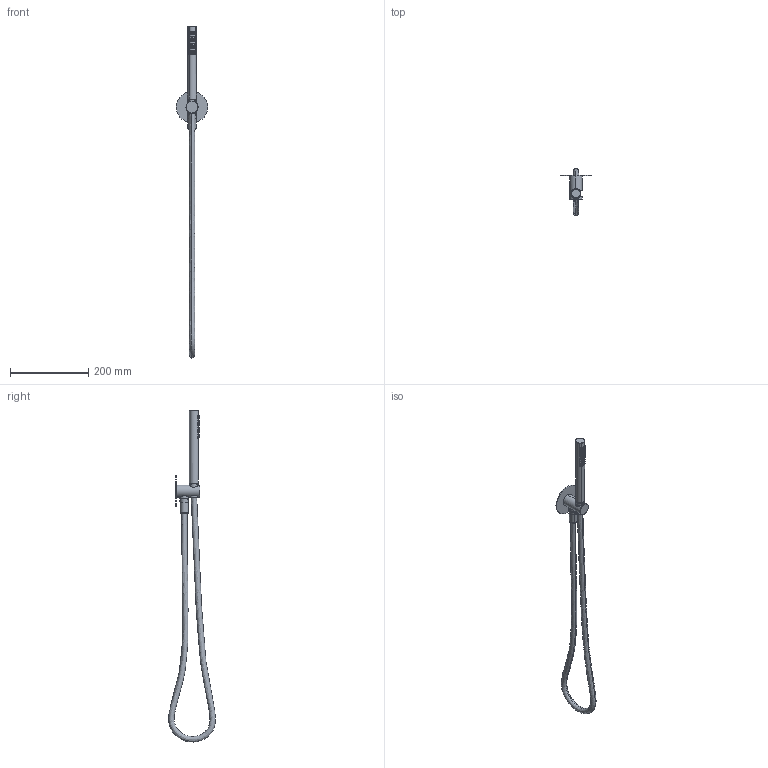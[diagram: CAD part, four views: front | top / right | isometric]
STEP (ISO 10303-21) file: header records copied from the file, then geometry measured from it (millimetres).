
FILE_DESCRIPTION(('CATIA V5 STEP Exchange','CAx-IF Rec.Pracs.--- Model Styling and Organization---1.5--- 2016-08-15','CAx-IF Rec.Pracs.---Supplemental Geometry---1.0---2011-11-01','CAx-IF Rec.Pracs.--- Composite Materials ---3.4---2017-06-13','CAx-IF Rec.Pracs.---Tessellated 3D Geometry---1.0---2015-12-17'),'2;1');
FILE_NAME('SS0G5100.stp','2025-04-28T14:41:44+00:00',('none'),('none'),'CATIA Version 5-6 Release 2020 SP3','CATIA V5 STEP AP242 v2','none');
FILE_SCHEMA(('AP242_MANAGED_MODEL_BASED_3D_ENGINEERING_MIM_LF {1 0 10303 442 1 1 4}'));
Length unit declared in the file: millimetre
Products named in the file (1): SS0G5100
Bounding box: 80 x 119.45 x 847.6 mm (x, y, z)
Volume: 296525.2 mm3; surface area: 104540 mm2
Topology: 48 solids, 88 shells, 433 faces, 1043 edges, 745 vertices
Faces by surface type: cylinder 313, plane 59, cone 41, torus 10, bspline 10
Entity records: 17451 total; most frequent: CARTESIAN_POINT 8738, ORIENTED_EDGE 1896, DIRECTION 1101, EDGE_CURVE 1037, VERTEX_POINT 745, EDGE_LOOP 530, B_SPLINE_CURVE_WITH_KNOTS 490, AXIS2_PLACEMENT_3D 478
